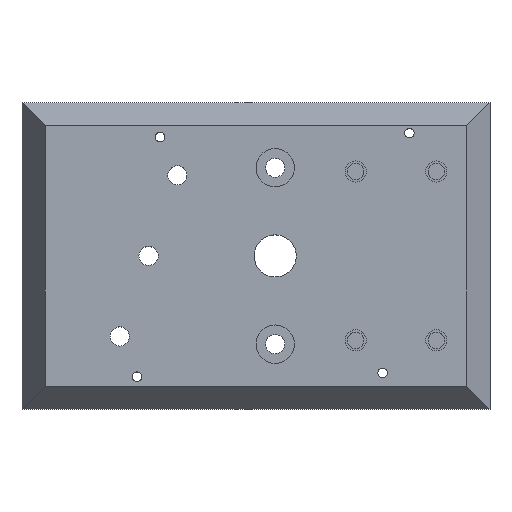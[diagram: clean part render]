
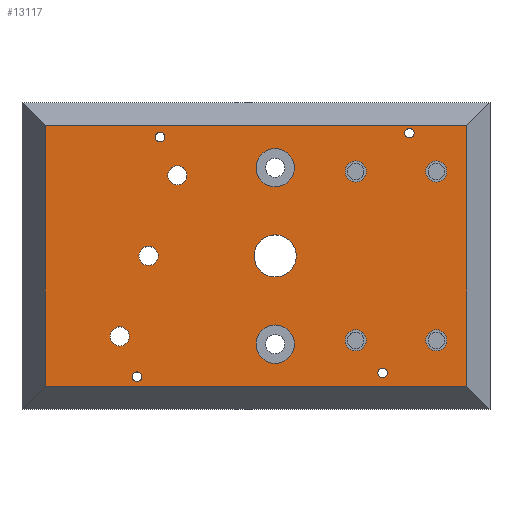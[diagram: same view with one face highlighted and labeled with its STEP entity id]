
A CAD part, top view. The second image highlights one B-rep face of the part: STEP entity #13117.
In plain terms, the highlighted planar face has unit normal (0, 0, 1).
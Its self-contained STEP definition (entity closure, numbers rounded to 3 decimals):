
#1348=FACE_BOUND('',#2474,.T.);
#1349=FACE_BOUND('',#2475,.T.);
#1350=FACE_BOUND('',#2476,.T.);
#1351=FACE_BOUND('',#2477,.T.);
#1352=FACE_BOUND('',#2478,.T.);
#1353=FACE_BOUND('',#2479,.T.);
#1354=FACE_BOUND('',#2480,.T.);
#1355=FACE_BOUND('',#2481,.T.);
#1356=FACE_BOUND('',#2482,.T.);
#1357=FACE_BOUND('',#2483,.T.);
#1358=FACE_BOUND('',#2484,.T.);
#1359=FACE_BOUND('',#2485,.T.);
#1360=FACE_BOUND('',#2486,.T.);
#1361=FACE_BOUND('',#2487,.T.);
#1435=PLANE('',#13891);
#1721=FACE_OUTER_BOUND('',#2473,.T.);
#2473=EDGE_LOOP('',(#9028,#9029,#9030,#9031));
#2474=EDGE_LOOP('',(#9032));
#2475=EDGE_LOOP('',(#9033));
#2476=EDGE_LOOP('',(#9034));
#2477=EDGE_LOOP('',(#9035));
#2478=EDGE_LOOP('',(#9036));
#2479=EDGE_LOOP('',(#9037));
#2480=EDGE_LOOP('',(#9038));
#2481=EDGE_LOOP('',(#9039));
#2482=EDGE_LOOP('',(#9040));
#2483=EDGE_LOOP('',(#9041));
#2484=EDGE_LOOP('',(#9042));
#2485=EDGE_LOOP('',(#9043));
#2486=EDGE_LOOP('',(#9044));
#2487=EDGE_LOOP('',(#9045));
#3288=LINE('',#16080,#4405);
#3292=LINE('',#16088,#4409);
#3295=LINE('',#16094,#4412);
#3299=LINE('',#16100,#4416);
#4405=VECTOR('',#14265,10.);
#4409=VECTOR('',#14271,10.);
#4412=VECTOR('',#14276,10.);
#4416=VECTOR('',#14282,10.);
#5518=CIRCLE('',#13866,2.75);
#5521=CIRCLE('',#13871,2.75);
#5524=CIRCLE('',#13876,2.75);
#5527=CIRCLE('',#13881,2.75);
#5530=CIRCLE('',#13892,2.5);
#5531=CIRCLE('',#13893,2.5);
#5532=CIRCLE('',#13894,1.25);
#5533=CIRCLE('',#13895,1.25);
#5534=CIRCLE('',#13896,2.5);
#5535=CIRCLE('',#13897,1.25);
#5536=CIRCLE('',#13898,5.5);
#5537=CIRCLE('',#13899,1.25);
#5538=CIRCLE('',#13900,5.);
#5539=CIRCLE('',#13901,5.);
#5565=VERTEX_POINT('',#16042);
#5568=VERTEX_POINT('',#16051);
#5571=VERTEX_POINT('',#16060);
#5574=VERTEX_POINT('',#16069);
#5577=VERTEX_POINT('',#16078);
#5578=VERTEX_POINT('',#16079);
#5581=VERTEX_POINT('',#16087);
#5583=VERTEX_POINT('',#16093);
#5588=VERTEX_POINT('',#16112);
#5589=VERTEX_POINT('',#16114);
#5590=VERTEX_POINT('',#16116);
#5591=VERTEX_POINT('',#16118);
#5592=VERTEX_POINT('',#16120);
#5593=VERTEX_POINT('',#16122);
#5594=VERTEX_POINT('',#16124);
#5595=VERTEX_POINT('',#16126);
#5596=VERTEX_POINT('',#16128);
#5597=VERTEX_POINT('',#16130);
#6930=EDGE_CURVE('',#5565,#5565,#5518,.T.);
#6934=EDGE_CURVE('',#5568,#5568,#5521,.T.);
#6938=EDGE_CURVE('',#5571,#5571,#5524,.T.);
#6942=EDGE_CURVE('',#5574,#5574,#5527,.T.);
#6946=EDGE_CURVE('',#5577,#5578,#3288,.T.);
#6950=EDGE_CURVE('',#5578,#5581,#3292,.T.);
#6953=EDGE_CURVE('',#5581,#5583,#3295,.T.);
#6957=EDGE_CURVE('',#5583,#5577,#3299,.T.);
#6963=EDGE_CURVE('',#5588,#5588,#5530,.T.);
#6964=EDGE_CURVE('',#5589,#5589,#5531,.T.);
#6965=EDGE_CURVE('',#5590,#5590,#5532,.T.);
#6966=EDGE_CURVE('',#5591,#5591,#5533,.T.);
#6967=EDGE_CURVE('',#5592,#5592,#5534,.T.);
#6968=EDGE_CURVE('',#5593,#5593,#5535,.T.);
#6969=EDGE_CURVE('',#5594,#5594,#5536,.T.);
#6970=EDGE_CURVE('',#5595,#5595,#5537,.T.);
#6971=EDGE_CURVE('',#5596,#5596,#5538,.T.);
#6972=EDGE_CURVE('',#5597,#5597,#5539,.T.);
#9028=ORIENTED_EDGE('',*,*,#6946,.F.);
#9029=ORIENTED_EDGE('',*,*,#6957,.F.);
#9030=ORIENTED_EDGE('',*,*,#6953,.F.);
#9031=ORIENTED_EDGE('',*,*,#6950,.F.);
#9032=ORIENTED_EDGE('',*,*,#6930,.T.);
#9033=ORIENTED_EDGE('',*,*,#6934,.T.);
#9034=ORIENTED_EDGE('',*,*,#6938,.T.);
#9035=ORIENTED_EDGE('',*,*,#6942,.T.);
#9036=ORIENTED_EDGE('',*,*,#6963,.T.);
#9037=ORIENTED_EDGE('',*,*,#6964,.T.);
#9038=ORIENTED_EDGE('',*,*,#6965,.T.);
#9039=ORIENTED_EDGE('',*,*,#6966,.T.);
#9040=ORIENTED_EDGE('',*,*,#6967,.T.);
#9041=ORIENTED_EDGE('',*,*,#6968,.T.);
#9042=ORIENTED_EDGE('',*,*,#6969,.T.);
#9043=ORIENTED_EDGE('',*,*,#6970,.T.);
#9044=ORIENTED_EDGE('',*,*,#6971,.T.);
#9045=ORIENTED_EDGE('',*,*,#6972,.T.);
#13117=ADVANCED_FACE('',(#1721,#1348,#1349,#1350,#1351,#1352,#1353,#1354,
#1355,#1356,#1357,#1358,#1359,#1360,#1361),#1435,.T.);
#13866=AXIS2_PLACEMENT_3D('',#16043,#14221,#14222);
#13871=AXIS2_PLACEMENT_3D('',#16052,#14232,#14233);
#13876=AXIS2_PLACEMENT_3D('',#16061,#14243,#14244);
#13881=AXIS2_PLACEMENT_3D('',#16070,#14254,#14255);
#13891=AXIS2_PLACEMENT_3D('',#16111,#14292,#14293);
#13892=AXIS2_PLACEMENT_3D('',#16113,#14294,#14295);
#13893=AXIS2_PLACEMENT_3D('',#16115,#14296,#14297);
#13894=AXIS2_PLACEMENT_3D('',#16117,#14298,#14299);
#13895=AXIS2_PLACEMENT_3D('',#16119,#14300,#14301);
#13896=AXIS2_PLACEMENT_3D('',#16121,#14302,#14303);
#13897=AXIS2_PLACEMENT_3D('',#16123,#14304,#14305);
#13898=AXIS2_PLACEMENT_3D('',#16125,#14306,#14307);
#13899=AXIS2_PLACEMENT_3D('',#16127,#14308,#14309);
#13900=AXIS2_PLACEMENT_3D('',#16129,#14310,#14311);
#13901=AXIS2_PLACEMENT_3D('',#16131,#14312,#14313);
#14221=DIRECTION('center_axis',(0.,0.,-1.));
#14222=DIRECTION('ref_axis',(-1.,0.,0.));
#14232=DIRECTION('center_axis',(0.,0.,-1.));
#14233=DIRECTION('ref_axis',(-1.,0.,0.));
#14243=DIRECTION('center_axis',(0.,0.,-1.));
#14244=DIRECTION('ref_axis',(-1.,0.,0.));
#14254=DIRECTION('center_axis',(0.,0.,-1.));
#14255=DIRECTION('ref_axis',(-1.,0.,0.));
#14265=DIRECTION('',(-1.,0.,0.));
#14271=DIRECTION('',(0.,1.,0.));
#14276=DIRECTION('',(1.,0.,0.));
#14282=DIRECTION('',(0.,-1.,0.));
#14292=DIRECTION('center_axis',(0.,0.,1.));
#14293=DIRECTION('ref_axis',(1.,0.,0.));
#14294=DIRECTION('center_axis',(0.,0.,-1.));
#14295=DIRECTION('ref_axis',(1.,0.,0.));
#14296=DIRECTION('center_axis',(0.,0.,-1.));
#14297=DIRECTION('ref_axis',(1.,0.,0.));
#14298=DIRECTION('center_axis',(0.,0.,-1.));
#14299=DIRECTION('ref_axis',(1.,0.,0.));
#14300=DIRECTION('center_axis',(0.,0.,-1.));
#14301=DIRECTION('ref_axis',(1.,0.,0.));
#14302=DIRECTION('center_axis',(0.,0.,-1.));
#14303=DIRECTION('ref_axis',(1.,0.,0.));
#14304=DIRECTION('center_axis',(0.,0.,-1.));
#14305=DIRECTION('ref_axis',(1.,0.,0.));
#14306=DIRECTION('center_axis',(0.,0.,-1.));
#14307=DIRECTION('ref_axis',(0.,-1.,0.));
#14308=DIRECTION('center_axis',(0.,0.,-1.));
#14309=DIRECTION('ref_axis',(1.,0.,0.));
#14310=DIRECTION('center_axis',(0.,0.,-1.));
#14311=DIRECTION('ref_axis',(-1.,0.,0.));
#14312=DIRECTION('center_axis',(0.,0.,-1.));
#14313=DIRECTION('ref_axis',(-1.,0.,0.));
#16042=CARTESIAN_POINT('',(89.75,62.,24.));
#16043=CARTESIAN_POINT('Origin',(87.,62.,24.));
#16051=CARTESIAN_POINT('',(89.75,18.,24.));
#16052=CARTESIAN_POINT('Origin',(87.,18.,24.));
#16060=CARTESIAN_POINT('',(110.75,62.,24.));
#16061=CARTESIAN_POINT('Origin',(108.,62.,24.));
#16069=CARTESIAN_POINT('',(110.75,18.,24.));
#16070=CARTESIAN_POINT('Origin',(108.,18.,24.));
#16078=CARTESIAN_POINT('',(116.,6.,24.));
#16079=CARTESIAN_POINT('',(6.,6.,24.));
#16080=CARTESIAN_POINT('',(30.5,6.,24.));
#16087=CARTESIAN_POINT('',(6.,74.,24.));
#16088=CARTESIAN_POINT('',(6.,60.,24.));
#16093=CARTESIAN_POINT('',(116.,74.,24.));
#16094=CARTESIAN_POINT('',(91.5,74.,24.));
#16100=CARTESIAN_POINT('',(116.,20.,24.));
#16111=CARTESIAN_POINT('Origin',(61.,40.,24.));
#16112=CARTESIAN_POINT('',(38.,61.,24.));
#16113=CARTESIAN_POINT('Origin',(40.5,61.,24.));
#16114=CARTESIAN_POINT('',(30.5,40.,24.));
#16115=CARTESIAN_POINT('Origin',(33.,40.,24.));
#16116=CARTESIAN_POINT('',(28.75,8.5,24.));
#16117=CARTESIAN_POINT('Origin',(30.,8.5,24.));
#16118=CARTESIAN_POINT('',(99.75,72.,24.));
#16119=CARTESIAN_POINT('Origin',(101.,72.,24.));
#16120=CARTESIAN_POINT('',(23.,19.,24.));
#16121=CARTESIAN_POINT('Origin',(25.5,19.,24.));
#16122=CARTESIAN_POINT('',(34.75,71.,24.));
#16123=CARTESIAN_POINT('Origin',(36.,71.,24.));
#16124=CARTESIAN_POINT('',(66.,45.5,24.));
#16125=CARTESIAN_POINT('Origin',(66.,40.,24.));
#16126=CARTESIAN_POINT('',(92.75,9.5,24.));
#16127=CARTESIAN_POINT('Origin',(94.,9.5,24.));
#16128=CARTESIAN_POINT('',(71.,63.,24.));
#16129=CARTESIAN_POINT('Origin',(66.,63.,24.));
#16130=CARTESIAN_POINT('',(71.,17.,24.));
#16131=CARTESIAN_POINT('Origin',(66.,17.,24.));
